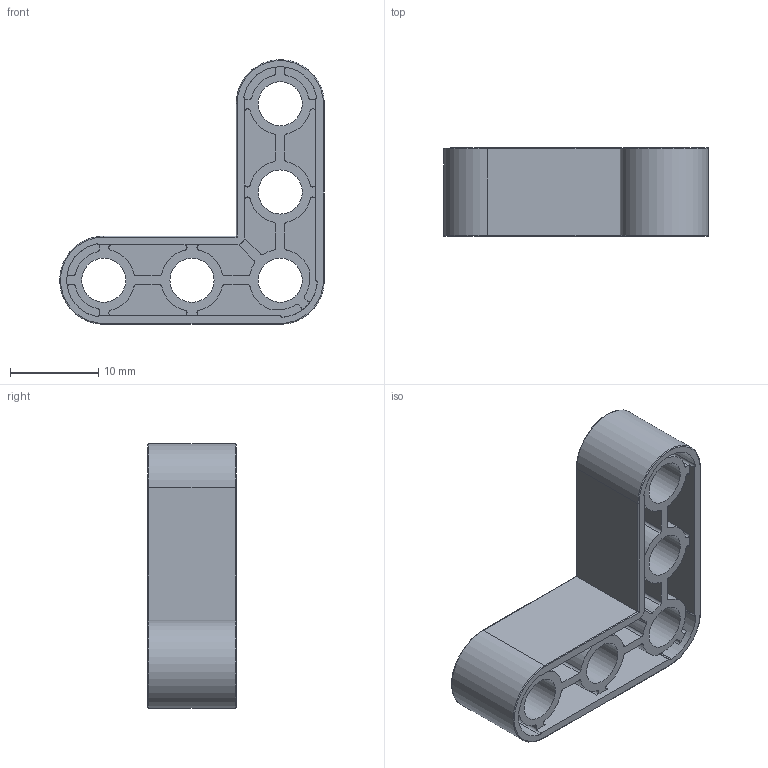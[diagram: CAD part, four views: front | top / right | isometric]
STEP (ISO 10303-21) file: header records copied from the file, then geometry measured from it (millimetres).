
FILE_DESCRIPTION(/* description */ (''),/* implementation_level */ '2;1');
FILE_NAME(/* name */ 'A90L.stp',/* time_stamp */ '2019-05-05T20:51:45+02:00',/* author */ ('Varga Daniel'),/* organization */ (''),/* preprocessor_version */ 'ST-DEVELOPER v18',/* originating_system */ 'Autodesk Inventor 2020',/* authorisation */ '');
FILE_SCHEMA (('AUTOMOTIVE_DESIGN { 1 0 10303 214 3 1 1 }'));
Length unit declared in the file: millimetre
Products named in the file (1): A90L
Bounding box: 30 x 10 x 30 mm (x, y, z)
Volume: 2104 mm3; surface area: 4275.9 mm2
Topology: 1 solids, 1 shells, 266 faces, 772 edges, 510 vertices
Faces by surface type: cylinder 176, plane 84, torus 6
Full cylindrical faces by diameter (mm): 5 x5
Entity records: 9005 total; most frequent: DIRECTION 1686, CARTESIAN_POINT 1549, ORIENTED_EDGE 1544, EDGE_CURVE 772, AXIS2_PLACEMENT_3D 647, VERTEX_POINT 510, LINE 392, VECTOR 392
